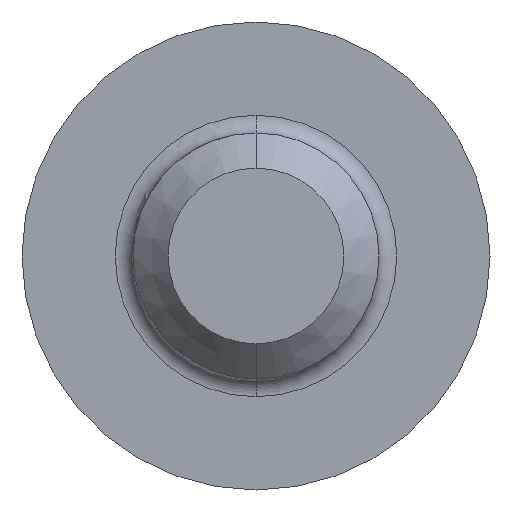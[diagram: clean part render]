
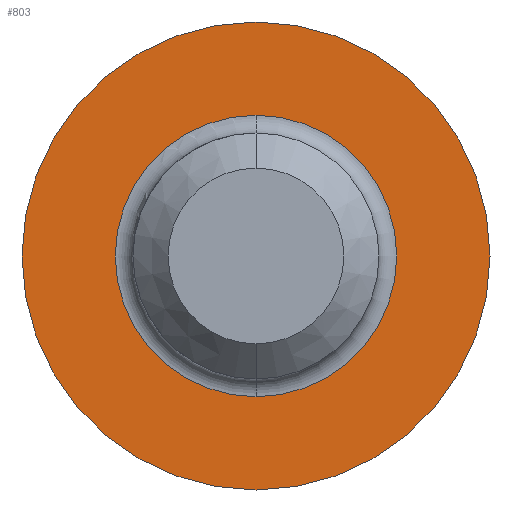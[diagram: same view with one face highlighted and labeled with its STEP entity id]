
A CAD part, front view. The second image highlights one B-rep face of the part: STEP entity #803.
In plain terms, the highlighted planar face has unit normal (0, -1, 0).
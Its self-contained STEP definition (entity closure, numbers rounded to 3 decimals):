
#8 = EDGE_CURVE ( 'NONE', #158, #762, #443, .T. ) ;
#29 = EDGE_CURVE ( 'NONE', #735, #602, #126, .T. ) ;
#40 = AXIS2_PLACEMENT_3D ( 'NONE', #1287, #992, #70 ) ;
#62 = FACE_OUTER_BOUND ( 'NONE', #1310, .T. ) ;
#70 = DIRECTION ( 'NONE',  ( 0., 0., -1. ) ) ;
#126 = CIRCLE ( 'NONE', #1129, 2.383 ) ;
#129 = CARTESIAN_POINT ( 'NONE',  ( 0., 0., 0. ) ) ;
#131 = CARTESIAN_POINT ( 'NONE',  ( 0., 0., -2.383 ) ) ;
#158 = VERTEX_POINT ( 'NONE', #544 ) ;
#166 = EDGE_CURVE ( 'NONE', #762, #158, #348, .T. ) ;
#250 = FACE_BOUND ( 'NONE', #445, .T. ) ;
#305 = EDGE_CURVE ( 'NONE', #602, #735, #795, .T. ) ;
#312 = AXIS2_PLACEMENT_3D ( 'NONE', #1066, #662, #1162 ) ;
#348 = CIRCLE ( 'NONE', #312, 3.962 ) ;
#381 = ORIENTED_EDGE ( 'NONE', *, *, #166, .T. ) ;
#443 = CIRCLE ( 'NONE', #1179, 3.962 ) ;
#445 = EDGE_LOOP ( 'NONE', ( #664, #557 ) ) ;
#471 = DIRECTION ( 'NONE',  ( 0., 0., -1. ) ) ;
#544 = CARTESIAN_POINT ( 'NONE',  ( 0., 0., 3.962 ) ) ;
#557 = ORIENTED_EDGE ( 'NONE', *, *, #305, .F. ) ;
#558 = AXIS2_PLACEMENT_3D ( 'NONE', #1086, #560, #471 ) ;
#560 = DIRECTION ( 'NONE',  ( 0., -1., 0. ) ) ;
#602 = VERTEX_POINT ( 'NONE', #726 ) ;
#662 = DIRECTION ( 'NONE',  ( 0., -1., 0. ) ) ;
#664 = ORIENTED_EDGE ( 'NONE', *, *, #29, .F. ) ;
#668 = CARTESIAN_POINT ( 'NONE',  ( 0., 0., -3.962 ) ) ;
#726 = CARTESIAN_POINT ( 'NONE',  ( 0., 0., 2.383 ) ) ;
#735 = VERTEX_POINT ( 'NONE', #131 ) ;
#762 = VERTEX_POINT ( 'NONE', #668 ) ;
#795 = CIRCLE ( 'NONE', #40, 2.383 ) ;
#803 = ADVANCED_FACE ( 'NONE', ( #250, #62 ), #1290, .T. ) ;
#849 = DIRECTION ( 'NONE',  ( 0., -1., 0. ) ) ;
#992 = DIRECTION ( 'NONE',  ( 0., -1., 0. ) ) ;
#1066 = CARTESIAN_POINT ( 'NONE',  ( 0., 0., 0. ) ) ;
#1086 = CARTESIAN_POINT ( 'NONE',  ( 0., 0., 0. ) ) ;
#1128 = ORIENTED_EDGE ( 'NONE', *, *, #8, .T. ) ;
#1129 = AXIS2_PLACEMENT_3D ( 'NONE', #1258, #1236, #1247 ) ;
#1162 = DIRECTION ( 'NONE',  ( 0., 0., -1. ) ) ;
#1179 = AXIS2_PLACEMENT_3D ( 'NONE', #129, #849, #1244 ) ;
#1236 = DIRECTION ( 'NONE',  ( 0., -1., 0. ) ) ;
#1244 = DIRECTION ( 'NONE',  ( 0., 0., -1. ) ) ;
#1247 = DIRECTION ( 'NONE',  ( 0., 0., -1. ) ) ;
#1258 = CARTESIAN_POINT ( 'NONE',  ( 0., 0., 0. ) ) ;
#1287 = CARTESIAN_POINT ( 'NONE',  ( 0., 0., 0. ) ) ;
#1290 = PLANE ( 'NONE',  #558 ) ;
#1310 = EDGE_LOOP ( 'NONE', ( #381, #1128 ) ) ;
